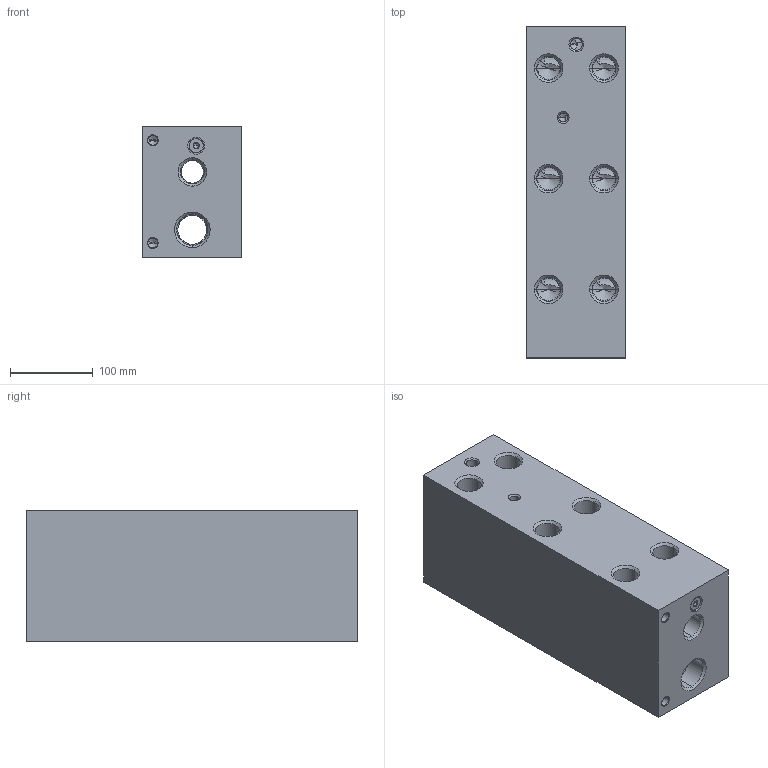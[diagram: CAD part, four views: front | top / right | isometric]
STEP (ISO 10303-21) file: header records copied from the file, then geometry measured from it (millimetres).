
FILE_DESCRIPTION((''),'2;1');
FILE_NAME('VLR_ASM','2024-05-28T',('ProEService'),(''),'PRO/ENGINEER BY PARAMETRIC TECHNOLOGY CORPORATION, 2014200','PRO/ENGINEER BY PARAMETRIC TECHNOLOGY CORPORATION, 2014200','');
FILE_SCHEMA(('CONFIG_CONTROL_DESIGN'));
Length unit declared in the file: inch
Products named in the file (3): 153-234-001; A330-006-006; VLR_ASM
Assembly tree (3 placements, depth 2):
  VLR_ASM
    153-234-001
    A330-006-006  x2
Bounding box: 119.86 x 400.05 x 157.96 mm (x, y, z)
Volume: 6155818.5 mm3; surface area: 472722.3 mm2
Topology: 3 solids, 3 shells, 451 faces, 1620 edges, 1339 vertices
Faces by surface type: cone 237, cylinder 168, plane 40, torus 6
Entity records: 17378 total; most frequent: CARTESIAN_POINT 5094, DIRECTION 2627, ORIENTED_EDGE 2234, EDGE_CURVE 1117, AXIS2_PLACEMENT_3D 929, VECTOR 769, LINE 769, VERTEX_POINT 730
